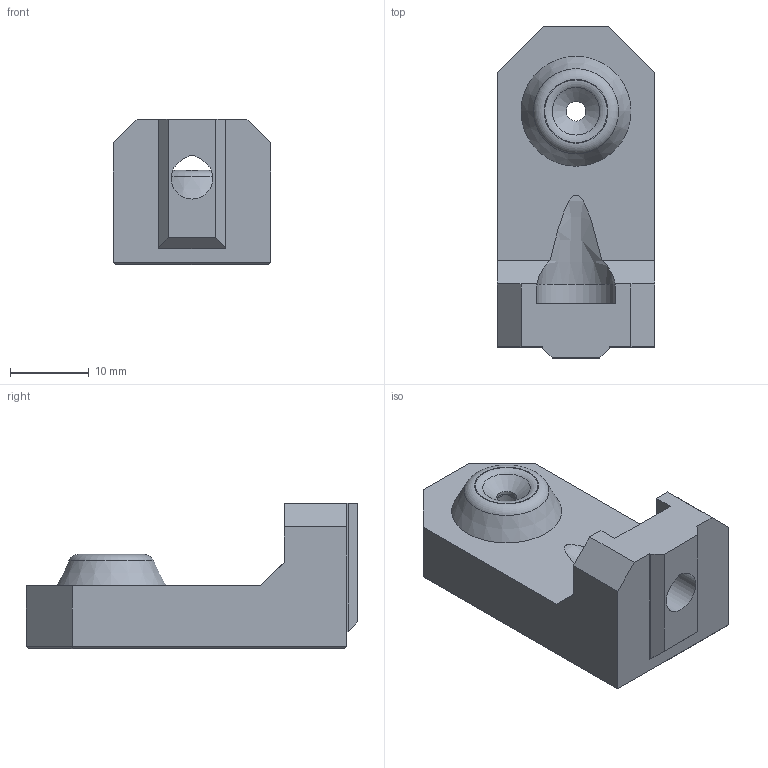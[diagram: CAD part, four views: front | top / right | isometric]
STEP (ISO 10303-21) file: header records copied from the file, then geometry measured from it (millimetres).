
FILE_DESCRIPTION(/* description */ (''),/* implementation_level */ '2;1');
FILE_NAME(/* name */ 'vslot_mount_pc4-m10.step',/* time_stamp */ '2018-09-21T17:49:00+02:00',/* author */ ('gregsaun'),/* organization */ (''),/* preprocessor_version */ 'ST-DEVELOPER v17.2',/* originating_system */ 'Autodesk Translation Framework v7.6.0.251',/* authorisation */ '');
FILE_SCHEMA (('AUTOMOTIVE_DESIGN { 1 0 10303 214 3 1 1 }'));
Length unit declared in the file: millimetre
Products named in the file (1): vslot_mount_pc4-m10
Bounding box: 20 x 42.26 x 18.5 mm (x, y, z)
Volume: 7462.9 mm3; surface area: 3619 mm2
Topology: 1 solids, 3 shells, 98 faces, 249 edges, 158 vertices
Faces by surface type: plane 71, cylinder 18, cone 5, bspline 2, torus 2
Full cylindrical faces by diameter (mm): 2.5 x1, 4.4 x1, 9.036 x5, 10.147 x6
Entity records: 4752 total; most frequent: CARTESIAN_POINT 2383, ORIENTED_EDGE 500, DIRECTION 453, EDGE_CURVE 250, LINE 177, VECTOR 177, VERTEX_POINT 159, AXIS2_PLACEMENT_3D 138
